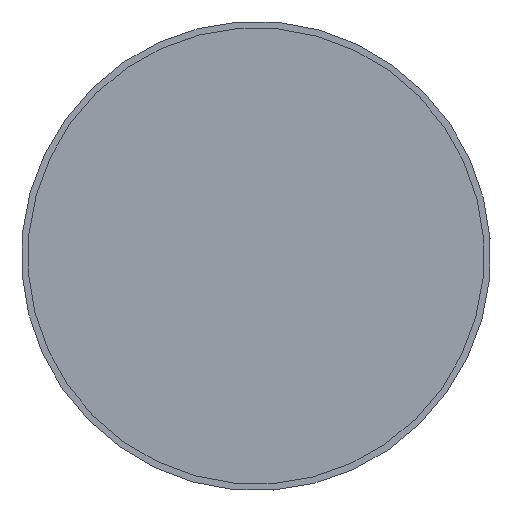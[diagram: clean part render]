
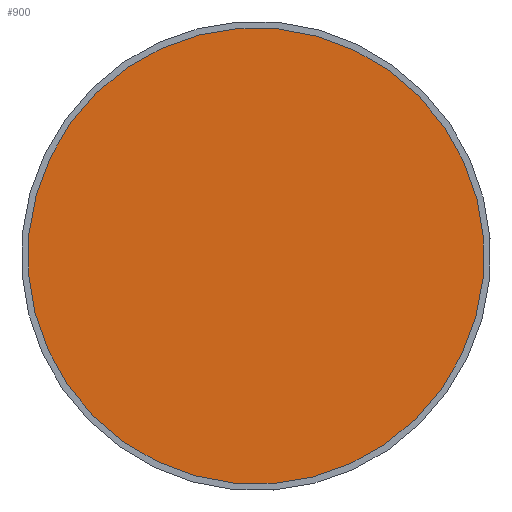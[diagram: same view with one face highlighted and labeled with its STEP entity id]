
A CAD part, front view. The second image highlights one B-rep face of the part: STEP entity #900.
In plain terms, the highlighted planar face has unit normal (0, -1, 0).
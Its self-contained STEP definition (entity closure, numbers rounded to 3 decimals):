
#138=FACE_OUTER_BOUND('',#193,.T.);
#193=EDGE_LOOP('',(#674,#675));
#285=CIRCLE('',#1025,35.);
#286=CIRCLE('',#1026,35.);
#374=VERTEX_POINT('',#1539);
#375=VERTEX_POINT('',#1540);
#483=EDGE_CURVE('',#374,#375,#285,.T.);
#484=EDGE_CURVE('',#375,#374,#286,.T.);
#674=ORIENTED_EDGE('',*,*,#483,.T.);
#675=ORIENTED_EDGE('',*,*,#484,.T.);
#846=PLANE('',#1027);
#900=ADVANCED_FACE('',(#138),#846,.T.);
#1025=AXIS2_PLACEMENT_3D('',#1541,#1249,#1250);
#1026=AXIS2_PLACEMENT_3D('',#1542,#1251,#1252);
#1027=AXIS2_PLACEMENT_3D('',#1544,#1254,#1255);
#1249=DIRECTION('center_axis',(0.,-1.,0.));
#1250=DIRECTION('ref_axis',(-0.563,0.,0.826));
#1251=DIRECTION('center_axis',(0.,-1.,0.));
#1252=DIRECTION('ref_axis',(-0.563,0.,0.826));
#1254=DIRECTION('center_axis',(0.,-1.,0.));
#1255=DIRECTION('ref_axis',(0.826,0.,0.563));
#1539=CARTESIAN_POINT('',(-19.722,-45.,28.914));
#1540=CARTESIAN_POINT('',(19.722,-45.,-28.914));
#1541=CARTESIAN_POINT('Origin',(0.,-45.,
0.));
#1542=CARTESIAN_POINT('Origin',(0.,-45.,
0.));
#1544=CARTESIAN_POINT('Origin',(-9.861,-45.,14.457));
